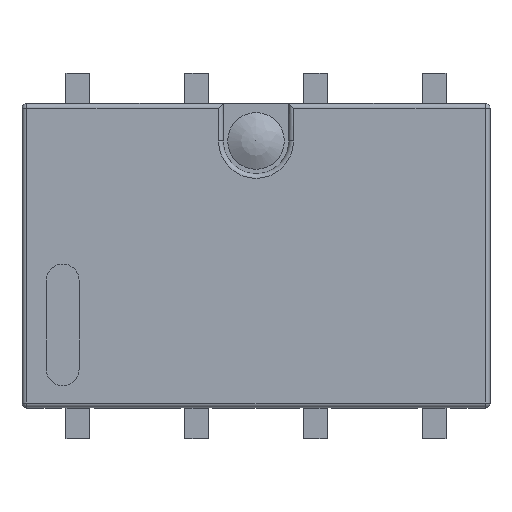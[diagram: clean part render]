
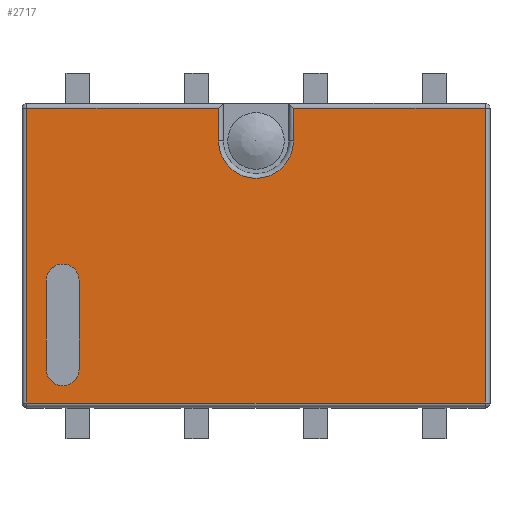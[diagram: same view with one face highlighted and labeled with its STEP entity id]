
A CAD part, top view. The second image highlights one B-rep face of the part: STEP entity #2717.
In plain terms, the highlighted planar face has unit normal (0, 0, 1).
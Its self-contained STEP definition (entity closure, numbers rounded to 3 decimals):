
#84=FACE_BOUND('',#1114,.T.);
#90=PLANE('',#2902);
#216=LINE('',#3776,#573);
#219=LINE('',#3789,#576);
#222=LINE('',#3805,#579);
#224=LINE('',#3808,#581);
#228=LINE('',#3818,#585);
#231=LINE('',#3832,#588);
#232=LINE('',#3835,#589);
#319=LINE('',#4007,#676);
#320=LINE('',#4011,#677);
#573=VECTOR('',#3063,10.);
#576=VECTOR('',#3076,10.);
#579=VECTOR('',#3095,10.);
#581=VECTOR('',#3099,10.);
#585=VECTOR('',#3109,10.);
#588=VECTOR('',#3124,10.);
#589=VECTOR('',#3129,10.);
#676=VECTOR('',#3234,1000.);
#677=VECTOR('',#3237,1000.);
#965=FACE_OUTER_BOUND('',#1113,.T.);
#1113=EDGE_LOOP('',(#2076,#2077,#2078,#2079,#2080,#2081,#2082,#2083));
#1114=EDGE_LOOP('',(#2084,#2085,#2086,#2087));
#1259=CIRCLE('',#2890,0.8);
#1262=CIRCLE('',#2903,0.35);
#1263=CIRCLE('',#2904,0.35);
#1274=VERTEX_POINT('',#3759);
#1276=VERTEX_POINT('',#3764);
#1280=VERTEX_POINT('',#3779);
#1284=VERTEX_POINT('',#3788);
#1289=VERTEX_POINT('',#3801);
#1292=VERTEX_POINT('',#3817);
#1294=VERTEX_POINT('',#3823);
#1297=VERTEX_POINT('',#3831);
#1372=VERTEX_POINT('',#4005);
#1373=VERTEX_POINT('',#4006);
#1374=VERTEX_POINT('',#4008);
#1375=VERTEX_POINT('',#4010);
#1531=EDGE_CURVE('',#1274,#1276,#216,.T.);
#1537=EDGE_CURVE('',#1280,#1284,#219,.T.);
#1545=EDGE_CURVE('',#1276,#1289,#222,.T.);
#1547=EDGE_CURVE('',#1289,#1280,#224,.T.);
#1552=EDGE_CURVE('',#1284,#1292,#228,.T.);
#1557=EDGE_CURVE('',#1292,#1294,#1259,.T.);
#1559=EDGE_CURVE('',#1294,#1297,#231,.T.);
#1561=EDGE_CURVE('',#1297,#1274,#232,.T.);
#1650=EDGE_CURVE('',#1372,#1373,#319,.T.);
#1651=EDGE_CURVE('',#1374,#1372,#1262,.T.);
#1652=EDGE_CURVE('',#1375,#1374,#320,.T.);
#1653=EDGE_CURVE('',#1373,#1375,#1263,.T.);
#2076=ORIENTED_EDGE('',*,*,#1537,.F.);
#2077=ORIENTED_EDGE('',*,*,#1547,.F.);
#2078=ORIENTED_EDGE('',*,*,#1545,.F.);
#2079=ORIENTED_EDGE('',*,*,#1531,.F.);
#2080=ORIENTED_EDGE('',*,*,#1561,.F.);
#2081=ORIENTED_EDGE('',*,*,#1559,.F.);
#2082=ORIENTED_EDGE('',*,*,#1557,.F.);
#2083=ORIENTED_EDGE('',*,*,#1552,.F.);
#2084=ORIENTED_EDGE('',*,*,#1650,.F.);
#2085=ORIENTED_EDGE('',*,*,#1651,.F.);
#2086=ORIENTED_EDGE('',*,*,#1652,.F.);
#2087=ORIENTED_EDGE('',*,*,#1653,.F.);
#2717=ADVANCED_FACE('',(#965,#84),#90,.T.);
#2890=AXIS2_PLACEMENT_3D('',#3827,#3119,#3120);
#2902=AXIS2_PLACEMENT_3D('',#4004,#3232,#3233);
#2903=AXIS2_PLACEMENT_3D('',#4009,#3235,#3236);
#2904=AXIS2_PLACEMENT_3D('',#4012,#3238,#3239);
#3063=DIRECTION('',(0.,-1.,0.));
#3076=DIRECTION('',(1.,0.,0.));
#3095=DIRECTION('',(-1.,0.,0.));
#3099=DIRECTION('',(0.,1.,0.));
#3109=DIRECTION('',(0.,-1.,0.));
#3119=DIRECTION('center_axis',(0.,0.,1.));
#3120=DIRECTION('ref_axis',(0.,-1.,0.));
#3124=DIRECTION('',(0.,1.,0.));
#3129=DIRECTION('',(1.,0.,0.));
#3232=DIRECTION('center_axis',(0.,0.,1.));
#3233=DIRECTION('ref_axis',(0.,-1.,0.));
#3234=DIRECTION('',(0.,1.,0.));
#3235=DIRECTION('center_axis',(0.,0.,1.));
#3236=DIRECTION('ref_axis',(0.,-1.,0.));
#3237=DIRECTION('',(0.,-1.,0.));
#3238=DIRECTION('center_axis',(0.,0.,1.));
#3239=DIRECTION('ref_axis',(0.,1.,0.));
#3759=CARTESIAN_POINT('',(8.71,3.75,5.2));
#3764=CARTESIAN_POINT('',(8.71,-2.55,5.2));
#3776=CARTESIAN_POINT('',(8.71,0.6,5.2));
#3779=CARTESIAN_POINT('',(-1.09,3.75,5.2));
#3788=CARTESIAN_POINT('',(3.01,3.75,5.2));
#3789=CARTESIAN_POINT('',(-1.19,3.75,5.2));
#3801=CARTESIAN_POINT('',(-1.09,-2.55,5.2));
#3805=CARTESIAN_POINT('',(-1.19,-2.55,5.2));
#3808=CARTESIAN_POINT('',(-1.09,0.6,5.2));
#3817=CARTESIAN_POINT('',(3.01,3.05,5.2));
#3818=CARTESIAN_POINT('',(3.01,0.6,5.2));
#3823=CARTESIAN_POINT('',(4.61,3.05,5.2));
#3827=CARTESIAN_POINT('Origin',(3.81,3.05,5.2));
#3831=CARTESIAN_POINT('',(4.61,3.75,5.2));
#3832=CARTESIAN_POINT('',(4.61,0.6,5.2));
#3835=CARTESIAN_POINT('',(-1.19,3.75,5.2));
#4004=CARTESIAN_POINT('Origin',(-1.19,-2.65,5.2));
#4005=CARTESIAN_POINT('',(0.03,-1.83,5.2));
#4006=CARTESIAN_POINT('',(0.03,0.07,5.2));
#4007=CARTESIAN_POINT('',(0.03,0.07,5.2));
#4008=CARTESIAN_POINT('',(-0.67,-1.83,5.2));
#4009=CARTESIAN_POINT('Origin',(-0.32,-1.83,5.2));
#4010=CARTESIAN_POINT('',(-0.67,0.07,5.2));
#4011=CARTESIAN_POINT('',(-0.67,0.07,5.2));
#4012=CARTESIAN_POINT('Origin',(-0.32,0.07,5.2));
